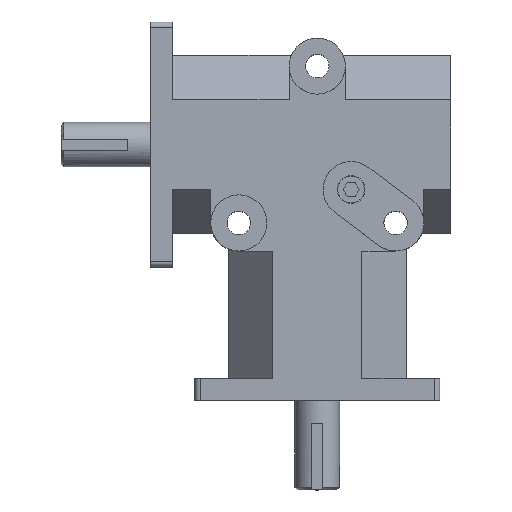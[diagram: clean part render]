
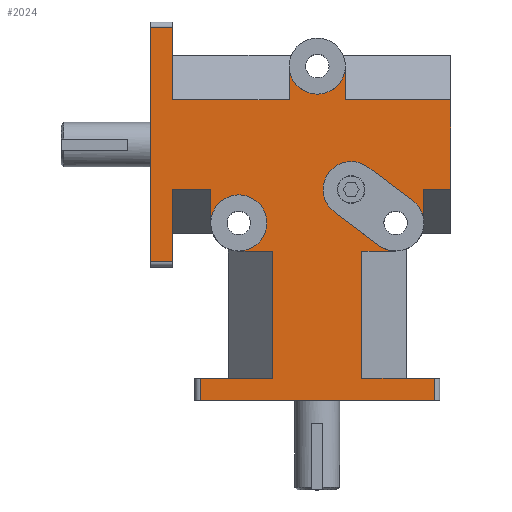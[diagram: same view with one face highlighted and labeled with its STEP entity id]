
A CAD part, top view. The second image highlights one B-rep face of the part: STEP entity #2024.
In plain terms, the highlighted planar face has unit normal (0, 0, 1).
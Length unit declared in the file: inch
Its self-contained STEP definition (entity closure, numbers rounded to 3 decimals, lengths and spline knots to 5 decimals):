
#92=CIRCLE('',#2159,0.315);
#93=CIRCLE('',#2160,0.315);
#94=CIRCLE('',#2161,0.315);
#95=CIRCLE('',#2162,0.315);
#96=CIRCLE('',#2163,0.315);
#182=FACE_OUTER_BOUND('',#298,.T.);
#298=EDGE_LOOP('',(#1369,#1370,#1371,#1372,#1373,#1374,#1375,#1376,#1377,
#1378,#1379,#1380,#1381,#1382,#1383,#1384,#1385,#1386,#1387,#1388,#1389,
#1390,#1391,#1392,#1393,#1394,#1395,#1396,#1397,#1398));
#450=LINE('',#3008,#647);
#457=LINE('',#3026,#654);
#462=LINE('',#3037,#659);
#463=LINE('',#3039,#660);
#464=LINE('',#3041,#661);
#465=LINE('',#3043,#662);
#466=LINE('',#3045,#663);
#467=LINE('',#3046,#664);
#468=LINE('',#3048,#665);
#469=LINE('',#3052,#666);
#470=LINE('',#3056,#667);
#471=LINE('',#3060,#668);
#472=LINE('',#3062,#669);
#473=LINE('',#3064,#670);
#474=LINE('',#3066,#671);
#475=LINE('',#3068,#672);
#476=LINE('',#3072,#673);
#477=LINE('',#3074,#674);
#478=LINE('',#3076,#675);
#479=LINE('',#3078,#676);
#480=LINE('',#3080,#677);
#481=LINE('',#3082,#678);
#482=LINE('',#3084,#679);
#483=LINE('',#3086,#680);
#484=LINE('',#3088,#681);
#647=VECTOR('',#2378,1.);
#654=VECTOR('',#2391,1.);
#659=VECTOR('',#2402,1.);
#660=VECTOR('',#2403,1.);
#661=VECTOR('',#2404,1.);
#662=VECTOR('',#2405,1.);
#663=VECTOR('',#2406,1.);
#664=VECTOR('',#2407,1.);
#665=VECTOR('',#2408,1.);
#666=VECTOR('',#2411,1.);
#667=VECTOR('',#2414,1.);
#668=VECTOR('',#2417,1.);
#669=VECTOR('',#2418,1.);
#670=VECTOR('',#2419,1.);
#671=VECTOR('',#2420,1.);
#672=VECTOR('',#2421,1.);
#673=VECTOR('',#2424,1.);
#674=VECTOR('',#2425,1.);
#675=VECTOR('',#2426,1.);
#676=VECTOR('',#2427,1.);
#677=VECTOR('',#2428,1.);
#678=VECTOR('',#2429,1.);
#679=VECTOR('',#2430,1.);
#680=VECTOR('',#2431,1.);
#681=VECTOR('',#2432,1.);
#858=VERTEX_POINT('',#3005);
#859=VERTEX_POINT('',#3007);
#865=VERTEX_POINT('',#3022);
#867=VERTEX_POINT('',#3025);
#870=VERTEX_POINT('',#3036);
#871=VERTEX_POINT('',#3038);
#872=VERTEX_POINT('',#3040);
#873=VERTEX_POINT('',#3042);
#874=VERTEX_POINT('',#3044);
#875=VERTEX_POINT('',#3047);
#876=VERTEX_POINT('',#3049);
#877=VERTEX_POINT('',#3051);
#878=VERTEX_POINT('',#3053);
#879=VERTEX_POINT('',#3055);
#880=VERTEX_POINT('',#3057);
#881=VERTEX_POINT('',#3059);
#882=VERTEX_POINT('',#3061);
#883=VERTEX_POINT('',#3063);
#884=VERTEX_POINT('',#3065);
#885=VERTEX_POINT('',#3067);
#886=VERTEX_POINT('',#3069);
#887=VERTEX_POINT('',#3071);
#888=VERTEX_POINT('',#3073);
#889=VERTEX_POINT('',#3075);
#890=VERTEX_POINT('',#3077);
#891=VERTEX_POINT('',#3079);
#892=VERTEX_POINT('',#3081);
#893=VERTEX_POINT('',#3083);
#894=VERTEX_POINT('',#3085);
#895=VERTEX_POINT('',#3087);
#1055=EDGE_CURVE('',#859,#858,#450,.T.);
#1063=EDGE_CURVE('',#867,#865,#457,.T.);
#1069=EDGE_CURVE('',#859,#870,#462,.T.);
#1070=EDGE_CURVE('',#871,#858,#463,.T.);
#1071=EDGE_CURVE('',#872,#871,#464,.T.);
#1072=EDGE_CURVE('',#873,#872,#465,.T.);
#1073=EDGE_CURVE('',#874,#873,#466,.T.);
#1074=EDGE_CURVE('',#867,#874,#467,.T.);
#1075=EDGE_CURVE('',#875,#865,#468,.T.);
#1076=EDGE_CURVE('',#875,#876,#92,.T.);
#1077=EDGE_CURVE('',#876,#877,#469,.T.);
#1078=EDGE_CURVE('',#877,#878,#93,.T.);
#1079=EDGE_CURVE('',#878,#879,#470,.T.);
#1080=EDGE_CURVE('',#879,#880,#94,.T.);
#1081=EDGE_CURVE('',#881,#880,#471,.T.);
#1082=EDGE_CURVE('',#881,#882,#472,.T.);
#1083=EDGE_CURVE('',#882,#883,#473,.T.);
#1084=EDGE_CURVE('',#883,#884,#474,.T.);
#1085=EDGE_CURVE('',#884,#885,#475,.T.);
#1086=EDGE_CURVE('',#885,#886,#95,.T.);
#1087=EDGE_CURVE('',#887,#886,#476,.T.);
#1088=EDGE_CURVE('',#887,#888,#477,.T.);
#1089=EDGE_CURVE('',#888,#889,#478,.T.);
#1090=EDGE_CURVE('',#890,#889,#479,.T.);
#1091=EDGE_CURVE('',#891,#890,#480,.T.);
#1092=EDGE_CURVE('',#892,#891,#481,.T.);
#1093=EDGE_CURVE('',#893,#892,#482,.T.);
#1094=EDGE_CURVE('',#893,#894,#483,.T.);
#1095=EDGE_CURVE('',#894,#895,#484,.T.);
#1096=EDGE_CURVE('',#895,#870,#96,.T.);
#1369=ORIENTED_EDGE('',*,*,#1069,.F.);
#1370=ORIENTED_EDGE('',*,*,#1055,.T.);
#1371=ORIENTED_EDGE('',*,*,#1070,.F.);
#1372=ORIENTED_EDGE('',*,*,#1071,.F.);
#1373=ORIENTED_EDGE('',*,*,#1072,.F.);
#1374=ORIENTED_EDGE('',*,*,#1073,.F.);
#1375=ORIENTED_EDGE('',*,*,#1074,.F.);
#1376=ORIENTED_EDGE('',*,*,#1063,.T.);
#1377=ORIENTED_EDGE('',*,*,#1075,.F.);
#1378=ORIENTED_EDGE('',*,*,#1076,.T.);
#1379=ORIENTED_EDGE('',*,*,#1077,.T.);
#1380=ORIENTED_EDGE('',*,*,#1078,.T.);
#1381=ORIENTED_EDGE('',*,*,#1079,.T.);
#1382=ORIENTED_EDGE('',*,*,#1080,.T.);
#1383=ORIENTED_EDGE('',*,*,#1081,.F.);
#1384=ORIENTED_EDGE('',*,*,#1082,.T.);
#1385=ORIENTED_EDGE('',*,*,#1083,.T.);
#1386=ORIENTED_EDGE('',*,*,#1084,.T.);
#1387=ORIENTED_EDGE('',*,*,#1085,.T.);
#1388=ORIENTED_EDGE('',*,*,#1086,.T.);
#1389=ORIENTED_EDGE('',*,*,#1087,.F.);
#1390=ORIENTED_EDGE('',*,*,#1088,.T.);
#1391=ORIENTED_EDGE('',*,*,#1089,.T.);
#1392=ORIENTED_EDGE('',*,*,#1090,.F.);
#1393=ORIENTED_EDGE('',*,*,#1091,.F.);
#1394=ORIENTED_EDGE('',*,*,#1092,.F.);
#1395=ORIENTED_EDGE('',*,*,#1093,.F.);
#1396=ORIENTED_EDGE('',*,*,#1094,.T.);
#1397=ORIENTED_EDGE('',*,*,#1095,.T.);
#1398=ORIENTED_EDGE('',*,*,#1096,.T.);
#1946=PLANE('',#2158);
#2024=ADVANCED_FACE('',(#182),#1946,.T.);
#2158=AXIS2_PLACEMENT_3D('',#3035,#2400,#2401);
#2159=AXIS2_PLACEMENT_3D('',#3050,#2409,#2410);
#2160=AXIS2_PLACEMENT_3D('',#3054,#2412,#2413);
#2161=AXIS2_PLACEMENT_3D('',#3058,#2415,#2416);
#2162=AXIS2_PLACEMENT_3D('',#3070,#2422,#2423);
#2163=AXIS2_PLACEMENT_3D('',#3089,#2433,#2434);
#2378=DIRECTION('',(0.,-1.,0.));
#2391=DIRECTION('',(0.,1.,0.));
#2400=DIRECTION('center_axis',(0.,0.,1.));
#2401=DIRECTION('ref_axis',(1.,0.,0.));
#2402=DIRECTION('',(-1.,0.,0.));
#2403=DIRECTION('',(1.,0.,0.));
#2404=DIRECTION('',(0.,1.,0.));
#2405=DIRECTION('',(-1.,0.,0.));
#2406=DIRECTION('',(0.,-1.,0.));
#2407=DIRECTION('',(1.,0.,0.));
#2408=DIRECTION('',(-1.,0.,0.));
#2409=DIRECTION('center_axis',(0.,0.,-1.));
#2410=DIRECTION('ref_axis',(1.,0.,0.));
#2411=DIRECTION('',(-0.8,0.6,0.));
#2412=DIRECTION('center_axis',(0.,0.,-1.));
#2413=DIRECTION('ref_axis',(1.,0.,0.));
#2414=DIRECTION('',(0.8,-0.6,0.));
#2415=DIRECTION('center_axis',(0.,0.,-1.));
#2416=DIRECTION('ref_axis',(1.,0.,0.));
#2417=DIRECTION('',(0.,-1.,0.));
#2418=DIRECTION('',(1.,0.,0.));
#2419=DIRECTION('',(0.,1.,0.));
#2420=DIRECTION('',(-1.,0.,0.));
#2421=DIRECTION('',(0.,1.,0.));
#2422=DIRECTION('center_axis',(0.,0.,-1.));
#2423=DIRECTION('ref_axis',(1.,0.,0.));
#2424=DIRECTION('',(0.,1.,0.));
#2425=DIRECTION('',(-1.,0.,0.));
#2426=DIRECTION('',(0.,1.,0.));
#2427=DIRECTION('',(1.,0.,0.));
#2428=DIRECTION('',(0.,1.,0.));
#2429=DIRECTION('',(-1.,0.,0.));
#2430=DIRECTION('',(0.,-1.,0.));
#2431=DIRECTION('',(1.,0.,0.));
#2432=DIRECTION('',(0.,-1.,0.));
#2433=DIRECTION('center_axis',(0.,0.,-1.));
#2434=DIRECTION('ref_axis',(1.,0.,0.));
#3005=CARTESIAN_POINT('',(-0.5,0.25,0.815));
#3007=CARTESIAN_POINT('',(-0.5,1.68,0.815));
#3008=CARTESIAN_POINT('',(-0.5,1.18072,0.815));
#3022=CARTESIAN_POINT('',(0.5,1.68,0.815));
#3025=CARTESIAN_POINT('',(0.5,0.25,0.815));
#3026=CARTESIAN_POINT('',(0.5,1.18072,0.815));
#3035=CARTESIAN_POINT('Origin',(0.,2.11143,0.815));
#3036=CARTESIAN_POINT('',(-0.88,1.68,0.815));
#3037=CARTESIAN_POINT('',(-0.88,1.68,0.815));
#3038=CARTESIAN_POINT('',(-1.315,0.25,0.815));
#3039=CARTESIAN_POINT('',(-0.5,0.25,0.815));
#3040=CARTESIAN_POINT('',(-1.315,0.,0.815));
#3041=CARTESIAN_POINT('',(-1.315,1.18072,0.815));
#3042=CARTESIAN_POINT('',(1.315,0.,0.815));
#3043=CARTESIAN_POINT('',(1.375,0.,0.815));
#3044=CARTESIAN_POINT('',(1.315,0.25,0.815));
#3045=CARTESIAN_POINT('',(1.315,1.05572,0.815));
#3046=CARTESIAN_POINT('',(1.375,0.25,0.815));
#3047=CARTESIAN_POINT('',(0.88,1.68,0.815));
#3048=CARTESIAN_POINT('',(-0.88,1.68,0.815));
#3049=CARTESIAN_POINT('',(0.691,1.743,0.815));
#3050=CARTESIAN_POINT('Origin',(0.88,1.995,0.815));
#3051=CARTESIAN_POINT('',(0.191,2.118,0.815));
#3052=CARTESIAN_POINT('',(0.38266,1.97426,0.815));
#3053=CARTESIAN_POINT('',(0.569,2.622,0.815));
#3054=CARTESIAN_POINT('Origin',(0.38,2.37,0.815));
#3055=CARTESIAN_POINT('',(1.069,2.247,0.815));
#3056=CARTESIAN_POINT('',(0.51066,2.66576,0.815));
#3057=CARTESIAN_POINT('',(1.195,1.995,0.815));
#3058=CARTESIAN_POINT('Origin',(0.88,1.995,0.815));
#3059=CARTESIAN_POINT('',(1.195,2.375,0.815));
#3060=CARTESIAN_POINT('',(1.195,1.995,0.815));
#3061=CARTESIAN_POINT('',(1.5,2.375,0.815));
#3062=CARTESIAN_POINT('',(0.8125,2.375,0.815));
#3063=CARTESIAN_POINT('',(1.5,3.375,0.815));
#3064=CARTESIAN_POINT('',(1.5,0.05519,0.815));
#3065=CARTESIAN_POINT('',(0.315,3.375,0.815));
#3066=CARTESIAN_POINT('',(0.8125,3.375,0.815));
#3067=CARTESIAN_POINT('',(0.315,3.755,0.815));
#3068=CARTESIAN_POINT('',(0.315,2.93322,0.815));
#3069=CARTESIAN_POINT('',(-0.315,3.755,0.815));
#3070=CARTESIAN_POINT('Origin',(0.,3.755,0.815));
#3071=CARTESIAN_POINT('',(-0.315,3.375,0.815));
#3072=CARTESIAN_POINT('',(-0.315,3.755,0.815));
#3073=CARTESIAN_POINT('',(-1.625,3.375,0.815));
#3074=CARTESIAN_POINT('',(0.8125,3.375,0.815));
#3075=CARTESIAN_POINT('',(-1.625,4.19,0.815));
#3076=CARTESIAN_POINT('',(-1.625,2.88384,0.815));
#3077=CARTESIAN_POINT('',(-1.875,4.19,0.815));
#3078=CARTESIAN_POINT('',(-0.8125,4.19,0.815));
#3079=CARTESIAN_POINT('',(-1.875,1.56,0.815));
#3080=CARTESIAN_POINT('',(-1.875,4.25,0.815));
#3081=CARTESIAN_POINT('',(-1.625,1.56,0.815));
#3082=CARTESIAN_POINT('',(-0.9375,1.56,0.815));
#3083=CARTESIAN_POINT('',(-1.625,2.375,0.815));
#3084=CARTESIAN_POINT('',(-1.625,1.875,0.815));
#3085=CARTESIAN_POINT('',(-1.195,2.375,0.815));
#3086=CARTESIAN_POINT('',(0.8125,2.375,0.815));
#3087=CARTESIAN_POINT('',(-1.195,1.995,0.815));
#3088=CARTESIAN_POINT('',(-1.195,2.05322,0.815));
#3089=CARTESIAN_POINT('Origin',(-0.88,1.995,0.815));
